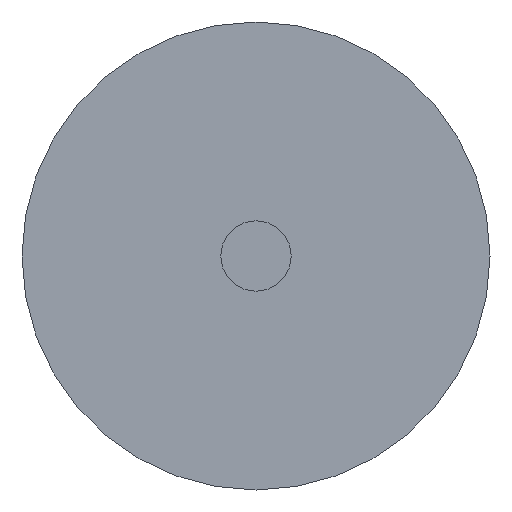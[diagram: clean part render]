
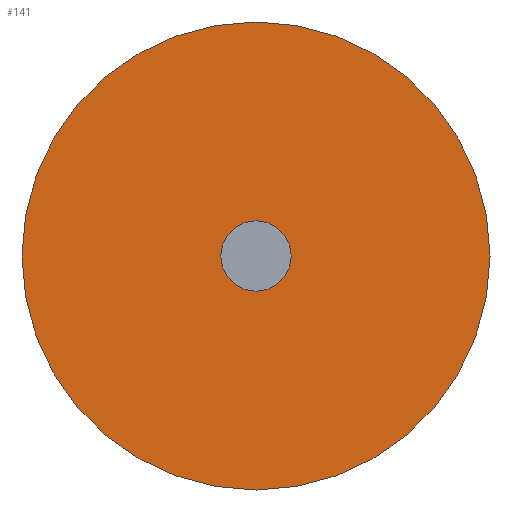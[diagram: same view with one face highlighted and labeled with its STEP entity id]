
A CAD part, left-side view. The second image highlights one B-rep face of the part: STEP entity #141.
In plain terms, the highlighted planar face has unit normal (-1, 0, 0).
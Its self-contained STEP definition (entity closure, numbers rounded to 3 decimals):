
#18=FACE_BOUND('',#50,.T.);
#24=PLANE('',#176);
#35=FACE_OUTER_BOUND('',#49,.T.);
#49=EDGE_LOOP('',(#124));
#50=EDGE_LOOP('',(#125));
#61=CIRCLE('',#157,2.518);
#70=CIRCLE('',#175,16.764);
#71=VERTEX_POINT('',#228);
#80=VERTEX_POINT('',#259);
#81=EDGE_CURVE('',#71,#71,#61,.T.);
#94=EDGE_CURVE('',#80,#80,#70,.T.);
#124=ORIENTED_EDGE('',*,*,#94,.T.);
#125=ORIENTED_EDGE('',*,*,#81,.F.);
#141=ADVANCED_FACE('',(#35,#18),#24,.T.);
#157=AXIS2_PLACEMENT_3D('',#229,#181,#182);
#175=AXIS2_PLACEMENT_3D('',#260,#221,#222);
#176=AXIS2_PLACEMENT_3D('',#262,#224,#225);
#181=DIRECTION('center_axis',(-1.,0.,0.));
#182=DIRECTION('ref_axis',(0.,0.,1.));
#221=DIRECTION('center_axis',(-1.,0.,0.));
#222=DIRECTION('ref_axis',(0.,0.,1.));
#224=DIRECTION('center_axis',(-1.,0.,0.));
#225=DIRECTION('ref_axis',(0.,0.,1.));
#228=CARTESIAN_POINT('',(0.,0.,-2.518));
#229=CARTESIAN_POINT('Origin',(0.,0.,0.));
#259=CARTESIAN_POINT('',(0.,0.,-16.764));
#260=CARTESIAN_POINT('Origin',(0.,0.,0.));
#262=CARTESIAN_POINT('Origin',(0.,0.,2.553));
